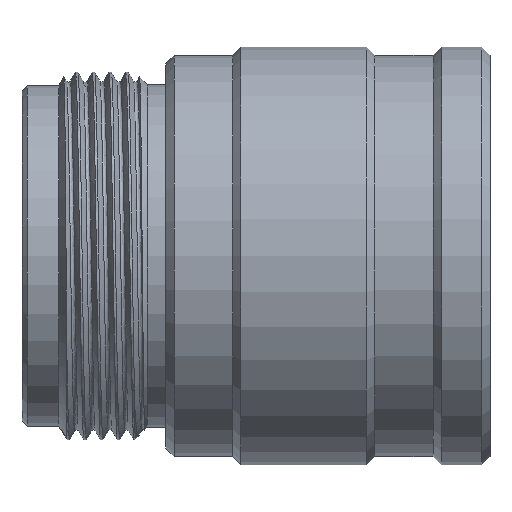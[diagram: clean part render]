
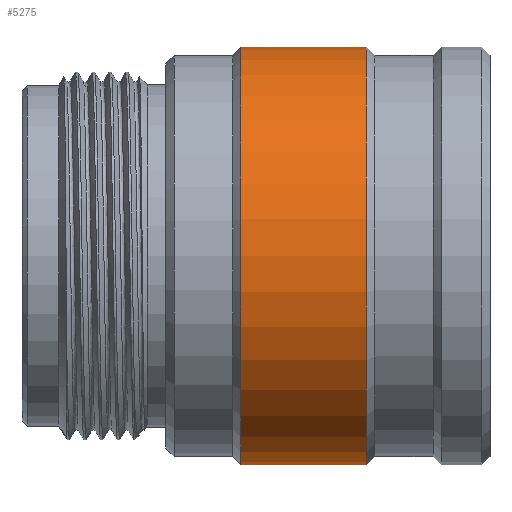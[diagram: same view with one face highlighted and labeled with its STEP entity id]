
A CAD part, top view. The second image highlights one B-rep face of the part: STEP entity #5275.
In plain terms, the highlighted cylindrical face has radius 12.5 mm (diameter 25 mm), a partial arc.
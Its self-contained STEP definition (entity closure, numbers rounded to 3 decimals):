
#624=CARTESIAN_POINT('',(13.1,12.5,-12.5));
#625=DIRECTION('',(1.,0.,0.));
#626=DIRECTION('',(0.,1.,0.));
#627=AXIS2_PLACEMENT_3D('',#624,#625,#626);
#642=DIRECTION('',(-1.,0.,0.));
#643=VECTOR('',#642,7.5);
#644=CARTESIAN_POINT('',(20.6,25.,-12.5));
#645=LINE('345',#644,#643);
#646=DIRECTION('',(-1.,0.,0.));
#647=VECTOR('',#646,7.5);
#648=CARTESIAN_POINT('',(20.6,0.,-12.5));
#649=LINE('351',#648,#647);
#655=CARTESIAN_POINT('',(20.6,12.5,-12.5));
#656=DIRECTION('',(1.,0.,0.));
#657=DIRECTION('',(0.,1.,0.));
#658=AXIS2_PLACEMENT_3D('',#655,#656,#657);
#4070=CARTESIAN_POINT('',(20.6,25.,-12.5));
#4071=VERTEX_POINT('',#4070);
#4072=CARTESIAN_POINT('',(13.1,25.,-12.5));
#4073=VERTEX_POINT('',#4072);
#4086=CARTESIAN_POINT('',(20.6,0.,-12.5));
#4087=VERTEX_POINT('',#4086);
#4088=CARTESIAN_POINT('',(13.1,0.,-12.5));
#4089=VERTEX_POINT('',#4088);
#5263=CARTESIAN_POINT('',(-1.4,12.5,-12.5));
#5264=DIRECTION('',(1.,0.,0.));
#5265=DIRECTION('',(0.,-1.,0.));
#5266=AXIS2_PLACEMENT_3D('',#5263,#5264,#5265);
#5267=CYLINDRICAL_SURFACE('251',#5266,12.5);
#5268=ORIENTED_EDGE('345',*,*,#5246,.F.);
#5270=ORIENTED_EDGE('357',*,*,#5269,.T.);
#5271=ORIENTED_EDGE('351',*,*,#5249,.T.);
#5272=ORIENTED_EDGE('358',*,*,#5206,.F.);
#5273=EDGE_LOOP('251',(#5268,#5270,#5271,#5272));
#5274=FACE_OUTER_BOUND('251',#5273,.F.);
#628=CIRCLE('358',#627,12.5);
#659=CIRCLE('357',#658,12.5);
#5206=EDGE_CURVE('358',#4073,#4089,#628,.T.);
#5246=EDGE_CURVE('345',#4071,#4073,#645,.T.);
#5249=EDGE_CURVE('351',#4087,#4089,#649,.T.);
#5269=EDGE_CURVE('357',#4071,#4087,#659,.T.);
#5275=ADVANCED_FACE('251',(#5274),#5267,.T.);
